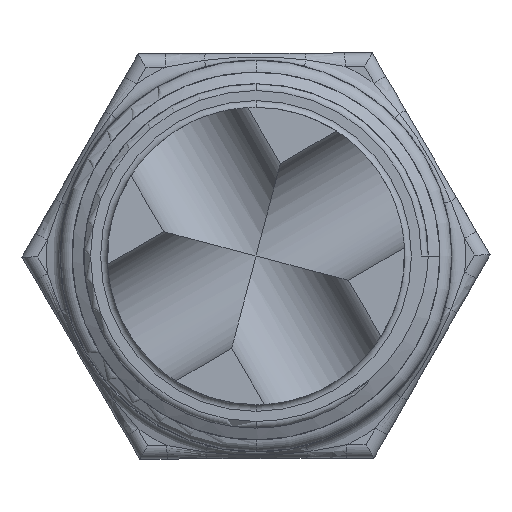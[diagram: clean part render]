
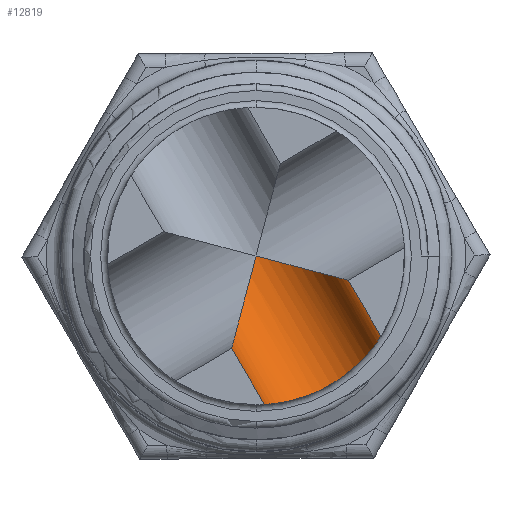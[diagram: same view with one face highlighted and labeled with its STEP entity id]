
A CAD part, front view. The second image highlights one B-rep face of the part: STEP entity #12819.
In plain terms, the highlighted cylindrical face has radius 5 mm (diameter 10 mm), a partial arc.
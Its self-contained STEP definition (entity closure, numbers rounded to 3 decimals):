
#32 = ORIENTED_EDGE ( 'NONE', *, *, #20798, .T. ) ;
#263 = CARTESIAN_POINT ( 'NONE',  ( -15.261, 0., 16.24 ) ) ;
#595 = CARTESIAN_POINT ( 'NONE',  ( 0., 5., 0. ) ) ;
#788 = CARTESIAN_POINT ( 'NONE',  ( 8.46, 3.307, -7.034 ) ) ;
#894 = CARTESIAN_POINT ( 'NONE',  ( 8.836, 2.52, -6.554 ) ) ;
#1008 = CARTESIAN_POINT ( 'NONE',  ( 9.154, 1.32, -6.1 ) ) ;
#1117 = CARTESIAN_POINT ( 'NONE',  ( 6.102, 4.959, -9.154 ) ) ;
#1211 = CARTESIAN_POINT ( 'NONE',  ( 8.598, 3.059, -6.864 ) ) ;
#1425 = DIRECTION ( 'NONE',  ( 0.504, 0., -0.864 ) ) ;
#2388 = CARTESIAN_POINT ( 'NONE',  ( 2.427, 3.761, -10.732 ) ) ;
#2502 = CARTESIAN_POINT ( 'NONE',  ( 0.655, 0.664, -10.981 ) ) ;
#2610 = CARTESIAN_POINT ( 'NONE',  ( 3.5, 4.485, -10.433 ) ) ;
#2683 = ORIENTED_EDGE ( 'NONE', *, *, #19462, .F. ) ;
#2724 = CARTESIAN_POINT ( 'NONE',  ( 3.221, 4.331, -10.522 ) ) ;
#3125 = CARTESIAN_POINT ( 'NONE',  ( -6.623, 0., 21.278 ) ) ;
#3410 = AXIS2_PLACEMENT_3D ( 'NONE', #8963, #12142, #15351 ) ;
#4108 = CARTESIAN_POINT ( 'NONE',  ( 7.571, 4.332, -7.985 ) ) ;
#4199 = CARTESIAN_POINT ( 'NONE',  ( 6.838, 2.929, -1.8 ) ) ;
#4286 = ORIENTED_EDGE ( 'NONE', *, *, #18373, .T. ) ;
#4346 = CARTESIAN_POINT ( 'NONE',  ( 0.618, 0., -10.983 ) ) ;
#4682 = CARTESIAN_POINT ( 'NONE',  ( 6.838, 0., -1.8 ) ) ;
#5219 = CARTESIAN_POINT ( 'NONE',  ( 0., 5., 0. ) ) ;
#5700 = CARTESIAN_POINT ( 'NONE',  ( 0.909, 1.628, -10.963 ) ) ;
#5813 = CARTESIAN_POINT ( 'NONE',  ( 1.352, 2.516, -10.918 ) ) ;
#6015 = CARTESIAN_POINT ( 'NONE',  ( 9.256, 0.335, -5.944 ) ) ;
#6346 = VECTOR ( 'NONE', #1425, 1000. ) ;
#6769 = DIRECTION ( 'NONE',  ( -0.504, 0., 0.864 ) ) ;
#6775 = CARTESIAN_POINT ( 'NONE',  ( -1.8, 0., -6.838 ) ) ;
#6934 = EDGE_CURVE ( 'NONE', #16606, #12877, #16151, .T. ) ;
#7207 = CARTESIAN_POINT ( 'NONE',  ( -1.054, 5., -4.006 ) ) ;
#7282 = CARTESIAN_POINT ( 'NONE',  ( 9.256, 0., -5.944 ) ) ;
#7514 = CARTESIAN_POINT ( 'NONE',  ( 4.368, 4.827, -10.097 ) ) ;
#7596 = CARTESIAN_POINT ( 'NONE',  ( 6.838, 0., -1.8 ) ) ;
#7614 = CARTESIAN_POINT ( 'NONE',  ( 6.885, 4.741, -8.584 ) ) ;
#8892 = CARTESIAN_POINT ( 'NONE',  ( 1.739, 3.055, -10.863 ) ) ;
#8963 = CARTESIAN_POINT ( 'NONE',  ( -10.942, 0., 18.759 ) ) ;
#8997 = CARTESIAN_POINT ( 'NONE',  ( 9.094, 1.633, -6.19 ) ) ;
#9030 = ORIENTED_EDGE ( 'NONE', *, *, #6934, .F. ) ;
#9104 = CARTESIAN_POINT ( 'NONE',  ( 5.25, 5., -9.672 ) ) ;
#9211 = CARTESIAN_POINT ( 'NONE',  ( 6.634, 4.838, -8.78 ) ) ;
#10471 = CARTESIAN_POINT ( 'NONE',  ( 0.618, 0., -10.983 ) ) ;
#10563 = CARTESIAN_POINT ( 'NONE',  ( 0., 5., 0. ) ) ;
#10584 = CARTESIAN_POINT ( 'NONE',  ( 1.957, 3.306, -10.827 ) ) ;
#10800 = CARTESIAN_POINT ( 'NONE',  ( 5.823, 4.992, -9.334 ) ) ;
#10905 = CARTESIAN_POINT ( 'NONE',  ( 1.185, 2.231, -10.937 ) ) ;
#12142 = DIRECTION ( 'NONE',  ( 0.504, 0., -0.864 ) ) ;
#12181 = CARTESIAN_POINT ( 'NONE',  ( 0.8, 1.309, -10.971 ) ) ;
#12498 = CARTESIAN_POINT ( 'NONE',  ( 9.256, 0., -5.944 ) ) ;
#12513 = B_SPLINE_CURVE_WITH_KNOTS ( 'NONE', 3,
 ( #10471, #18907, #2502, #12181, #5700, #10905, #5813, #8892, #10584, #2388, #16985, #2724, #2610, #20281, #14468, #7514, #15713, #14000, #9104, #20990, #10800, #1117, #15385, #9211, #7614, #20504, #4108, #14097, #17101, #788, #1211, #894, #17317, #8997, #1008, #19017, #6015, #12498 ),
 .UNSPECIFIED., .F., .F.,
 ( 4, 2, 2, 2, 2, 2, 2, 2, 2, 2, 2, 2, 2, 2, 2, 2, 2, 2, 4 ),
 ( 0., 0.001, 0.002, 0.003, 0.004, 0.005, 0.006, 0.006, 0.007, 0.008, 0.008, 0.009, 0.01, 0.011, 0.012, 0.013, 0.014, 0.015, 0.016 ),
 .UNSPECIFIED. ) ;
#12819 = ADVANCED_FACE ( 'NONE', ( #20139 ), #18543, .F. ) ;
#12877 = VERTEX_POINT ( 'NONE', #20247 ) ;
#13003 = VERTEX_POINT ( 'NONE', #4682 ) ;
#13580 = CARTESIAN_POINT ( 'NONE',  ( -1.8, 2.929, -6.838 ) ) ;
#14000 = CARTESIAN_POINT ( 'NONE',  ( 4.959, 4.966, -9.824 ) ) ;
#14097 = CARTESIAN_POINT ( 'NONE',  ( 7.965, 3.971, -7.592 ) ) ;
#14468 = CARTESIAN_POINT ( 'NONE',  ( 4.074, 4.73, -10.219 ) ) ;
#14611 = LINE ( 'NONE', #3125, #6346 ) ;
#14749 =( BOUNDED_CURVE ( )  B_SPLINE_CURVE ( 3, ( #595, #7207, #13580, #6775 ),
 .UNSPECIFIED., .F., .F. ) 
 B_SPLINE_CURVE_WITH_KNOTS ( ( 4, 4 ),
 ( 4.712, 6.283 ),
 .UNSPECIFIED. ) 
 CURVE ( )  GEOMETRIC_REPRESENTATION_ITEM ( )  RATIONAL_B_SPLINE_CURVE ( ( 1., 0.805, 0.805, 1. ) ) 
 REPRESENTATION_ITEM ( '' )  );
#15133 = VERTEX_POINT ( 'NONE', #7282 ) ;
#15351 = DIRECTION ( 'NONE',  ( -0.864, 0., -0.504 ) ) ;
#15385 = CARTESIAN_POINT ( 'NONE',  ( 6.237, 4.935, -9.062 ) ) ;
#15713 = CARTESIAN_POINT ( 'NONE',  ( 4.517, 4.868, -10.031 ) ) ;
#16068 = ORIENTED_EDGE ( 'NONE', *, *, #17981, .T. ) ;
#16151 = LINE ( 'NONE', #263, #19294 ) ;
#16606 = VERTEX_POINT ( 'NONE', #4346 ) ;
#16861 = EDGE_LOOP ( 'NONE', ( #2683, #32, #16068, #9030, #4286 ) ) ;
#16985 = CARTESIAN_POINT ( 'NONE',  ( 2.683, 3.968, -10.672 ) ) ;
#17101 = CARTESIAN_POINT ( 'NONE',  ( 8.145, 3.763, -7.397 ) ) ;
#17185 = CARTESIAN_POINT ( 'NONE',  ( 4.006, 5., -1.054 ) ) ;
#17317 = CARTESIAN_POINT ( 'NONE',  ( 8.936, 2.232, -6.416 ) ) ;
#17981 = EDGE_CURVE ( 'NONE', #19998, #12877, #14749, .T. ) ;
#18373 = EDGE_CURVE ( 'NONE', #16606, #15133, #12513, .T. ) ;
#18543 = CYLINDRICAL_SURFACE ( 'NONE', #3410, 5. ) ;
#18907 = CARTESIAN_POINT ( 'NONE',  ( 0.618, 0.335, -10.983 ) ) ;
#19017 = CARTESIAN_POINT ( 'NONE',  ( 9.236, 0.667, -5.976 ) ) ;
#19294 = VECTOR ( 'NONE', #6769, 1000. ) ;
#19462 = EDGE_CURVE ( 'NONE', #13003, #15133, #14611, .T. ) ;
#19885 =( BOUNDED_CURVE ( )  B_SPLINE_CURVE ( 3, ( #7596, #4199, #17185, #10563 ),
 .UNSPECIFIED., .F., .F. ) 
 B_SPLINE_CURVE_WITH_KNOTS ( ( 4, 4 ),
 ( 0., 1.571 ),
 .UNSPECIFIED. ) 
 CURVE ( )  GEOMETRIC_REPRESENTATION_ITEM ( )  RATIONAL_B_SPLINE_CURVE ( ( 1., 0.805, 0.805, 1. ) ) 
 REPRESENTATION_ITEM ( '' )  );
#19998 = VERTEX_POINT ( 'NONE', #5219 ) ;
#20139 = FACE_OUTER_BOUND ( 'NONE', #16861, .T. ) ;
#20247 = CARTESIAN_POINT ( 'NONE',  ( -1.8, 0., -6.838 ) ) ;
#20281 = CARTESIAN_POINT ( 'NONE',  ( 3.929, 4.674, -10.276 ) ) ;
#20504 = CARTESIAN_POINT ( 'NONE',  ( 7.357, 4.487, -8.184 ) ) ;
#20798 = EDGE_CURVE ( 'NONE', #13003, #19998, #19885, .T. ) ;
#20990 = CARTESIAN_POINT ( 'NONE',  ( 5.68, 5., -9.422 ) ) ;
